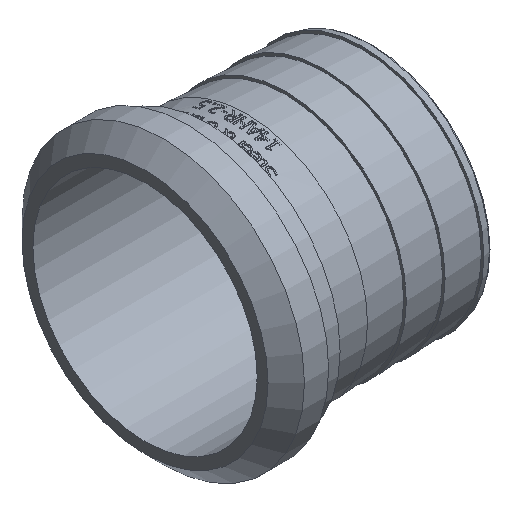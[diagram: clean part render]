
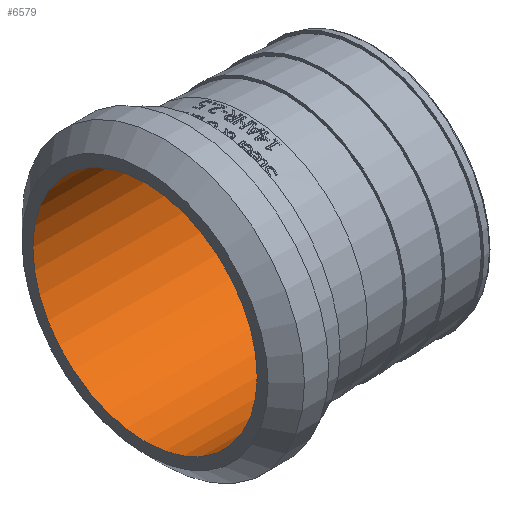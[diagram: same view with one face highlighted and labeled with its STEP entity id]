
A CAD part, isometric view. The second image highlights one B-rep face of the part: STEP entity #6579.
In plain terms, the highlighted cylindrical face has radius 29.375 mm (diameter 58.75 mm), a full revolution.
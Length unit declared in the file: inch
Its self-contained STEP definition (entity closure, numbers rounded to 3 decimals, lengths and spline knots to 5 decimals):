
#759=FACE_OUTER_BOUND('',#1156,.T.);
#1156=EDGE_LOOP('',(#6096,#6097,#6098,#6099,#6100,#6101,#6102));
#1344=CIRCLE('',#7010,1.1565);
#1345=CIRCLE('',#7011,1.1565);
#1347=CIRCLE('',#7013,1.1565);
#1348=CIRCLE('',#7015,1.1565);
#1349=CIRCLE('',#7016,1.1565);
#1814=LINE('',#14652,#2265);
#2265=VECTOR('',#8300,1.1565);
#3207=VERTEX_POINT('',#14643);
#3208=VERTEX_POINT('',#14644);
#3209=VERTEX_POINT('',#14646);
#3210=VERTEX_POINT('',#14651);
#3211=VERTEX_POINT('',#14653);
#4178=EDGE_CURVE('',#3207,#3208,#1344,.T.);
#4179=EDGE_CURVE('',#3208,#3209,#1345,.T.);
#4181=EDGE_CURVE('',#3209,#3207,#1347,.T.);
#4182=EDGE_CURVE('',#3208,#3210,#1814,.T.);
#4183=EDGE_CURVE('',#3211,#3210,#1348,.T.);
#4184=EDGE_CURVE('',#3210,#3211,#1349,.T.);
#6096=ORIENTED_EDGE('',*,*,#4178,.F.);
#6097=ORIENTED_EDGE('',*,*,#4181,.F.);
#6098=ORIENTED_EDGE('',*,*,#4179,.F.);
#6099=ORIENTED_EDGE('',*,*,#4182,.T.);
#6100=ORIENTED_EDGE('',*,*,#4183,.F.);
#6101=ORIENTED_EDGE('',*,*,#4184,.F.);
#6102=ORIENTED_EDGE('',*,*,#4182,.F.);
#6203=CYLINDRICAL_SURFACE('',#7014,1.1565);
#6579=ADVANCED_FACE('',(#759),#6203,.F.);
#7010=AXIS2_PLACEMENT_3D('',#14645,#8290,#8291);
#7011=AXIS2_PLACEMENT_3D('',#14647,#8292,#8293);
#7013=AXIS2_PLACEMENT_3D('',#14649,#8296,#8297);
#7014=AXIS2_PLACEMENT_3D('',#14650,#8298,#8299);
#7015=AXIS2_PLACEMENT_3D('',#14654,#8301,#8302);
#7016=AXIS2_PLACEMENT_3D('',#14655,#8303,#8304);
#8290=DIRECTION('center_axis',(-1.,0.,0.));
#8291=DIRECTION('ref_axis',(0.,-1.,0.));
#8292=DIRECTION('center_axis',(-1.,0.,0.));
#8293=DIRECTION('ref_axis',(0.,-1.,0.));
#8296=DIRECTION('center_axis',(-1.,0.,0.));
#8297=DIRECTION('ref_axis',(0.,-1.,0.));
#8298=DIRECTION('center_axis',(1.,0.,0.));
#8299=DIRECTION('ref_axis',(0.,1.,0.));
#8300=DIRECTION('',(-1.,0.,0.));
#8301=DIRECTION('center_axis',(1.,0.,0.));
#8302=DIRECTION('ref_axis',(0.,1.,0.));
#8303=DIRECTION('center_axis',(1.,0.,0.));
#8304=DIRECTION('ref_axis',(0.,1.,0.));
#14643=CARTESIAN_POINT('',(2.314,1.1565,0.));
#14644=CARTESIAN_POINT('',(2.314,-1.1565,0.));
#14645=CARTESIAN_POINT('Origin',(2.314,0.,0.));
#14646=CARTESIAN_POINT('',(2.314,0.,1.1565));
#14647=CARTESIAN_POINT('Origin',(2.314,0.,0.));
#14649=CARTESIAN_POINT('Origin',(2.314,0.,0.));
#14650=CARTESIAN_POINT('Origin',(1.172,0.,0.));
#14651=CARTESIAN_POINT('',(0.,-1.1565,0.));
#14652=CARTESIAN_POINT('',(1.172,-1.1565,0.));
#14653=CARTESIAN_POINT('',(0.,1.1565,0.));
#14654=CARTESIAN_POINT('Origin',(0.,0.,0.));
#14655=CARTESIAN_POINT('Origin',(0.,0.,0.));
